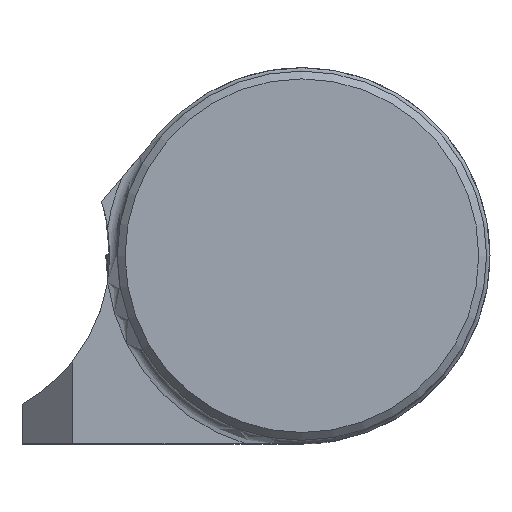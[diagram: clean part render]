
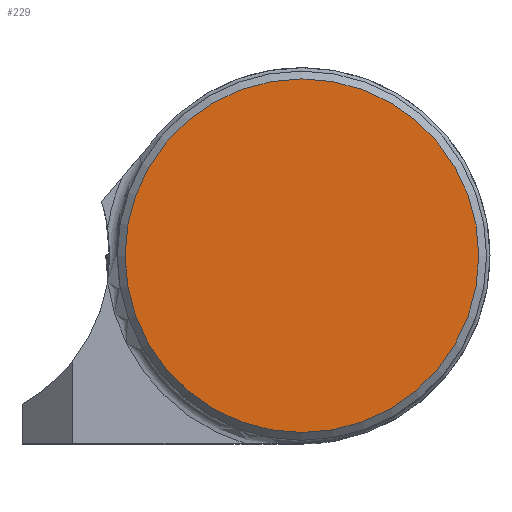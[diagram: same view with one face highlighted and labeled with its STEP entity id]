
A CAD part, top view. The second image highlights one B-rep face of the part: STEP entity #229.
In plain terms, the highlighted planar face has unit normal (0, 0, 1).
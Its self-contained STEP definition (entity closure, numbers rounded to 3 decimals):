
#229=ADVANCED_FACE('',(#372),#323,.F.);
#323=PLANE('',#2010);
#372=FACE_OUTER_BOUND('',#480,.T.);
#480=EDGE_LOOP('',(#841));
#654=CIRCLE('',#2008,15.325);
#841=ORIENTED_EDGE('',*,*,#1486,.F.);
#1287=VERTEX_POINT('',#2892);
#1486=EDGE_CURVE('',#1287,#1287,#654,.T.);
#2008=AXIS2_PLACEMENT_3D('',#2891,#2281,#2282);
#2010=AXIS2_PLACEMENT_3D('',#2894,#2285,#2286);
#2281=DIRECTION('',(0.,0.,-1.));
#2282=DIRECTION('',(-1.,0.,0.));
#2285=DIRECTION('',(0.,0.,-1.));
#2286=DIRECTION('',(-1.,0.,0.));
#2891=CARTESIAN_POINT('',(0.,0.,0.));
#2892=CARTESIAN_POINT('',(-15.325,0.,0.));
#2894=CARTESIAN_POINT('',(0.,0.,0.));
